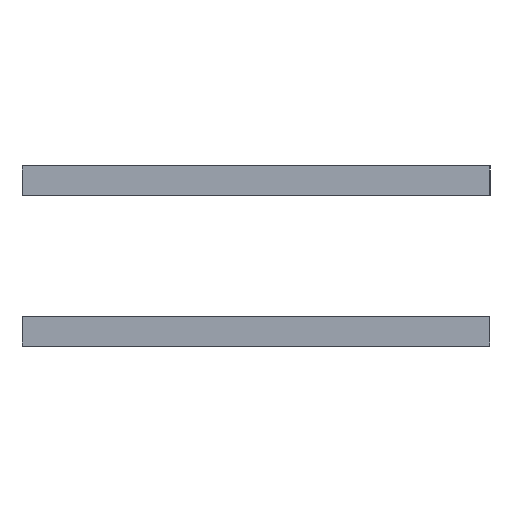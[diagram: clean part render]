
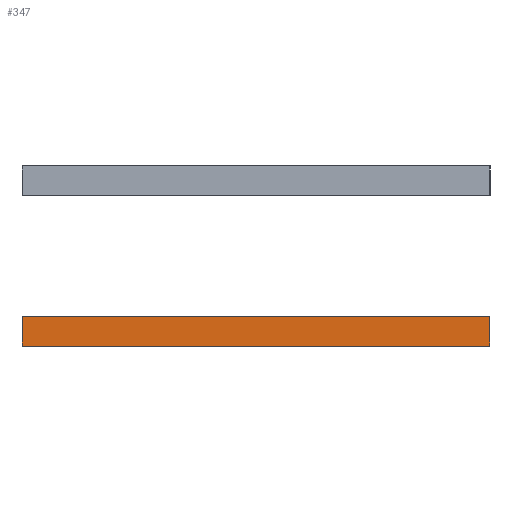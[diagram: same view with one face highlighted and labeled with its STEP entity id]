
A CAD part, left-side view. The second image highlights one B-rep face of the part: STEP entity #347.
In plain terms, the highlighted planar face has unit normal (-1, 0, 0).
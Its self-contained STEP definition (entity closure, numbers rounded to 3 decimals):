
#68=PLANE('',#408);
#87=FACE_OUTER_BOUND('',#108,.T.);
#108=EDGE_LOOP('',(#294,#295,#296,#297));
#135=LINE('',#577,#172);
#136=LINE('',#580,#173);
#137=LINE('',#582,#174);
#138=LINE('',#583,#175);
#172=VECTOR('',#471,10.);
#173=VECTOR('',#474,10.);
#174=VECTOR('',#475,10.);
#175=VECTOR('',#476,10.);
#205=VERTEX_POINT('',#570);
#208=VERTEX_POINT('',#575);
#209=VERTEX_POINT('',#579);
#210=VERTEX_POINT('',#581);
#239=EDGE_CURVE('',#205,#208,#135,.T.);
#240=EDGE_CURVE('',#209,#205,#136,.T.);
#241=EDGE_CURVE('',#210,#208,#137,.T.);
#242=EDGE_CURVE('',#209,#210,#138,.T.);
#294=ORIENTED_EDGE('',*,*,#240,.T.);
#295=ORIENTED_EDGE('',*,*,#239,.T.);
#296=ORIENTED_EDGE('',*,*,#241,.F.);
#297=ORIENTED_EDGE('',*,*,#242,.F.);
#347=ADVANCED_FACE('',(#87),#68,.T.);
#408=AXIS2_PLACEMENT_3D('',#578,#472,#473);
#471=DIRECTION('',(0.,1.,0.));
#472=DIRECTION('center_axis',(-1.,0.,0.));
#473=DIRECTION('ref_axis',(0.,0.,1.));
#474=DIRECTION('',(0.,0.,1.));
#475=DIRECTION('',(0.,0.,1.));
#476=DIRECTION('',(0.,1.,0.));
#570=CARTESIAN_POINT('',(-10.,0.,10.));
#575=CARTESIAN_POINT('',(-10.,317.,10.));
#577=CARTESIAN_POINT('',(-10.,0.,10.));
#578=CARTESIAN_POINT('Origin',(-10.,0.,-10.));
#579=CARTESIAN_POINT('',(-10.,0.,-10.));
#580=CARTESIAN_POINT('',(-10.,0.,-10.));
#581=CARTESIAN_POINT('',(-10.,317.,-10.));
#582=CARTESIAN_POINT('',(-10.,317.,-10.));
#583=CARTESIAN_POINT('',(-10.,0.,-10.));
